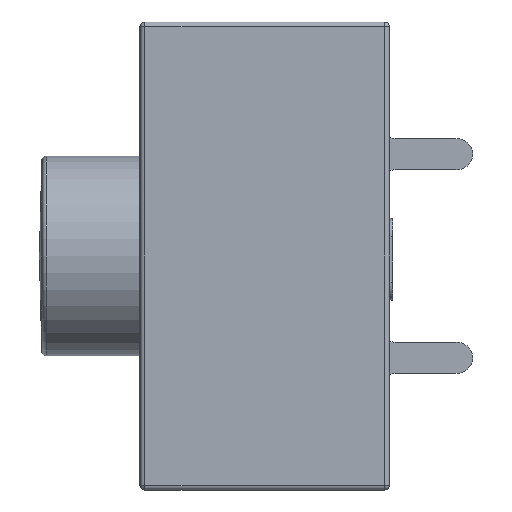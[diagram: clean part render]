
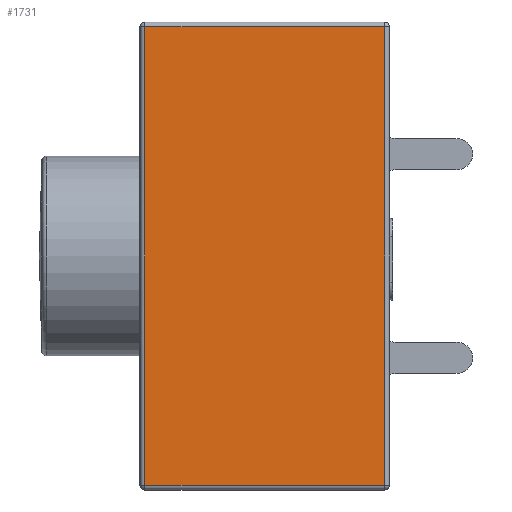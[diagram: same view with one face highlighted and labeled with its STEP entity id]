
A CAD part, left-side view. The second image highlights one B-rep face of the part: STEP entity #1731.
In plain terms, the highlighted planar face has unit normal (-1, 0, 0).
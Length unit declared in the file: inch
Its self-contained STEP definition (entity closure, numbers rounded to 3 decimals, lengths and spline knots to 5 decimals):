
#205=FACE_OUTER_BOUND('',#299,.T.);
#299=EDGE_LOOP('',(#1362,#1363,#1364,#1365));
#405=LINE('',#2658,#569);
#411=LINE('',#2676,#575);
#460=LINE('',#2825,#624);
#470=LINE('',#2851,#634);
#569=VECTOR('',#2153,0.3937);
#575=VECTOR('',#2173,0.3937);
#624=VECTOR('',#2314,0.3937);
#634=VECTOR('',#2348,0.3937);
#725=VERTEX_POINT('',#2649);
#728=VERTEX_POINT('',#2656);
#733=VERTEX_POINT('',#2675);
#779=VERTEX_POINT('',#2793);
#911=EDGE_CURVE('',#728,#725,#405,.T.);
#920=EDGE_CURVE('',#725,#733,#411,.T.);
#995=EDGE_CURVE('',#733,#779,#460,.T.);
#1010=EDGE_CURVE('',#779,#728,#470,.T.);
#1362=ORIENTED_EDGE('',*,*,#911,.F.);
#1363=ORIENTED_EDGE('',*,*,#1010,.F.);
#1364=ORIENTED_EDGE('',*,*,#995,.F.);
#1365=ORIENTED_EDGE('',*,*,#920,.F.);
#1551=PLANE('',#1909);
#1731=ADVANCED_FACE('',(#205),#1551,.T.);
#1909=AXIS2_PLACEMENT_3D('',#2852,#2349,#2350);
#2153=DIRECTION('',(0.,1.,0.));
#2173=DIRECTION('',(0.,0.,1.));
#2314=DIRECTION('',(0.,-1.,0.));
#2348=DIRECTION('',(0.,0.,-1.));
#2349=DIRECTION('center_axis',(-1.,0.,0.));
#2350=DIRECTION('ref_axis',(0.,0.,1.));
#2649=CARTESIAN_POINT('',(-0.39167,0.10661,-0.235));
#2656=CARTESIAN_POINT('',(-0.39167,-0.13939,-0.235));
#2658=CARTESIAN_POINT('',(-0.39167,-0.14439,-0.235));
#2675=CARTESIAN_POINT('',(-0.39167,0.10661,0.235));
#2676=CARTESIAN_POINT('',(-0.39167,0.10661,-0.12));
#2793=CARTESIAN_POINT('',(-0.39167,-0.13939,0.235));
#2825=CARTESIAN_POINT('',(-0.39167,-0.14439,0.235));
#2851=CARTESIAN_POINT('',(-0.39167,-0.13939,-0.12));
#2852=CARTESIAN_POINT('Origin',(-0.39167,-0.14439,-0.24));
